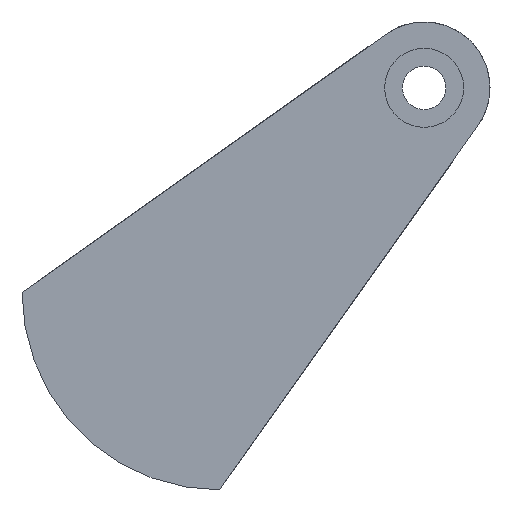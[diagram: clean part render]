
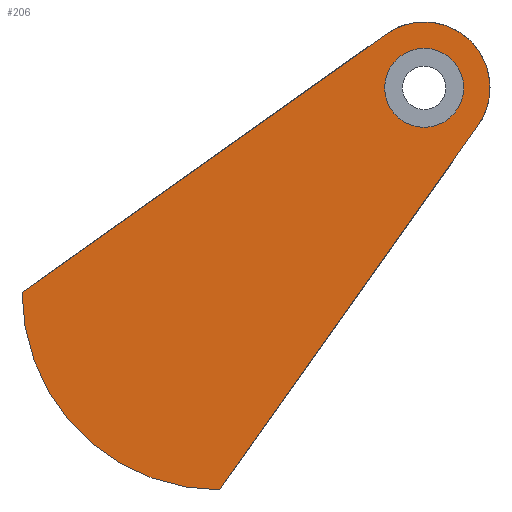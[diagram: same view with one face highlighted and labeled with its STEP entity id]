
A CAD part, front view. The second image highlights one B-rep face of the part: STEP entity #206.
In plain terms, the highlighted planar face has unit normal (0, -1, 0).
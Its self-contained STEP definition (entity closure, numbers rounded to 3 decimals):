
#22=FACE_BOUND('',#56,.T.);
#29=PLANE('',#243);
#41=FACE_OUTER_BOUND('',#55,.T.);
#55=EDGE_LOOP('',(#186,#187,#188,#189));
#56=EDGE_LOOP('',(#190));
#57=CIRCLE('',#223,5.);
#62=CIRCLE('',#235,3.);
#65=CIRCLE('',#242,15.);
#73=LINE('',#351,#85);
#76=LINE('',#365,#88);
#85=VECTOR('',#279,10.);
#88=VECTOR('',#296,10.);
#94=VERTEX_POINT('',#309);
#95=VERTEX_POINT('',#311);
#105=VERTEX_POINT('',#349);
#106=VERTEX_POINT('',#353);
#109=VERTEX_POINT('',#364);
#112=EDGE_CURVE('',#95,#94,#57,.T.);
#128=EDGE_CURVE('',#105,#94,#73,.T.);
#129=EDGE_CURVE('',#106,#106,#62,.T.);
#134=EDGE_CURVE('',#109,#95,#76,.T.);
#136=EDGE_CURVE('',#105,#109,#65,.T.);
#186=ORIENTED_EDGE('',*,*,#136,.T.);
#187=ORIENTED_EDGE('',*,*,#134,.T.);
#188=ORIENTED_EDGE('',*,*,#112,.T.);
#189=ORIENTED_EDGE('',*,*,#128,.F.);
#190=ORIENTED_EDGE('',*,*,#129,.T.);
#206=ADVANCED_FACE('',(#41,#22),#29,.T.);
#223=AXIS2_PLACEMENT_3D('',#312,#251,#252);
#235=AXIS2_PLACEMENT_3D('',#354,#282,#283);
#242=AXIS2_PLACEMENT_3D('',#368,#300,#301);
#243=AXIS2_PLACEMENT_3D('',#369,#302,#303);
#251=DIRECTION('center_axis',(0.,-1.,0.));
#252=DIRECTION('ref_axis',(0.816,0.,-0.579));
#279=DIRECTION('',(0.816,0.,0.579));
#282=DIRECTION('center_axis',(0.,1.,0.));
#283=DIRECTION('ref_axis',(1.,0.,0.));
#296=DIRECTION('',(0.579,0.,0.816));
#300=DIRECTION('center_axis',(0.,-1.,0.));
#301=DIRECTION('ref_axis',(-1.,0.,0.));
#302=DIRECTION('center_axis',(0.,-1.,0.));
#303=DIRECTION('ref_axis',(1.,0.,0.));
#309=CARTESIAN_POINT('',(-223.448,-76.,-208.855));
#311=CARTESIAN_POINT('',(-216.476,-76.,-215.826));
#312=CARTESIAN_POINT('Origin',(-220.554,-76.,-212.933));
#349=CARTESIAN_POINT('',(-251.083,-76.,-228.462));
#351=CARTESIAN_POINT('',(-227.624,-76.,-211.819));
#353=CARTESIAN_POINT('',(-223.554,-76.,-212.933));
#354=CARTESIAN_POINT('Origin',(-220.554,-76.,-212.933));
#364=CARTESIAN_POINT('',(-236.083,-76.,-243.462));
#365=CARTESIAN_POINT('',(-236.083,-76.,-243.462));
#368=CARTESIAN_POINT('Origin',(-236.083,-76.,-228.462));
#369=CARTESIAN_POINT('Origin',(-233.319,-76.,-225.697));
